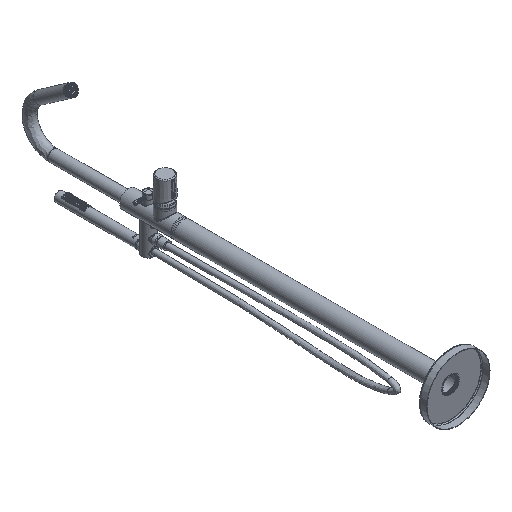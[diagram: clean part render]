
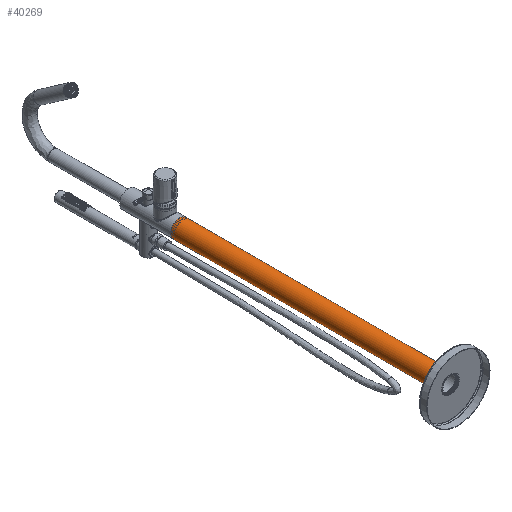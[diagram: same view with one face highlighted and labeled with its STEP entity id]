
A CAD part, isometric view. The second image highlights one B-rep face of the part: STEP entity #40269.
In plain terms, the highlighted cylindrical face has radius 22.5 mm (diameter 45 mm), a full revolution.
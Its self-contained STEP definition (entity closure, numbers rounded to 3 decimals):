
#135 = EDGE_LOOP ( 'NONE', ( #19803 ) ) ;
#708 = ORIENTED_EDGE ( 'NONE', *, *, #39233, .T. ) ;
#937 = AXIS2_PLACEMENT_3D ( 'NONE', #27531, #5817, #45776 ) ;
#2880 = CARTESIAN_POINT ( 'NONE',  ( 0., 684., 22.5 ) ) ;
#2952 = FACE_OUTER_BOUND ( 'NONE', #135, .T. ) ;
#3703 = CARTESIAN_POINT ( 'NONE',  ( 0., 690., 0. ) ) ;
#4165 = DIRECTION ( 'NONE',  ( 0., -1., 0. ) ) ;
#5817 = DIRECTION ( 'NONE',  ( 0., 1., 0. ) ) ;
#8149 = CIRCLE ( 'NONE', #937, 22.5 ) ;
#8208 = DIRECTION ( 'NONE',  ( 0., 1., 0. ) ) ;
#11388 = DIRECTION ( 'NONE',  ( 0., 0., -1. ) ) ;
#14258 = CARTESIAN_POINT ( 'NONE',  ( 0., 0., -22.5 ) ) ;
#18942 = FACE_OUTER_BOUND ( 'NONE', #46018, .T. ) ;
#19803 = ORIENTED_EDGE ( 'NONE', *, *, #38182, .F. ) ;
#21444 = VERTEX_POINT ( 'NONE', #2880 ) ;
#23287 = AXIS2_PLACEMENT_3D ( 'NONE', #40659, #8208, #40973 ) ;
#26370 = CYLINDRICAL_SURFACE ( 'NONE', #43419, 22.5 ) ;
#27531 = CARTESIAN_POINT ( 'NONE',  ( 0., 0., 0. ) ) ;
#33493 = VERTEX_POINT ( 'NONE', #14258 ) ;
#36780 = CIRCLE ( 'NONE', #23287, 22.5 ) ;
#38182 = EDGE_CURVE ( 'NONE', #21444, #21444, #36780, .T. ) ;
#39233 = EDGE_CURVE ( 'NONE', #33493, #33493, #8149, .T. ) ;
#40269 = ADVANCED_FACE ( 'NONE', ( #18942, #2952 ), #26370, .T. ) ;
#40659 = CARTESIAN_POINT ( 'NONE',  ( 0., 684., 0. ) ) ;
#40973 = DIRECTION ( 'NONE',  ( 0., 0., 1. ) ) ;
#43419 = AXIS2_PLACEMENT_3D ( 'NONE', #3703, #4165, #11388 ) ;
#45776 = DIRECTION ( 'NONE',  ( 0., 0., -1. ) ) ;
#46018 = EDGE_LOOP ( 'NONE', ( #708 ) ) ;
